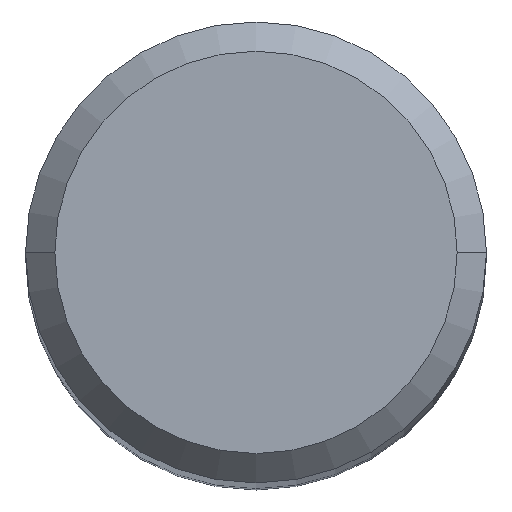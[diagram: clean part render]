
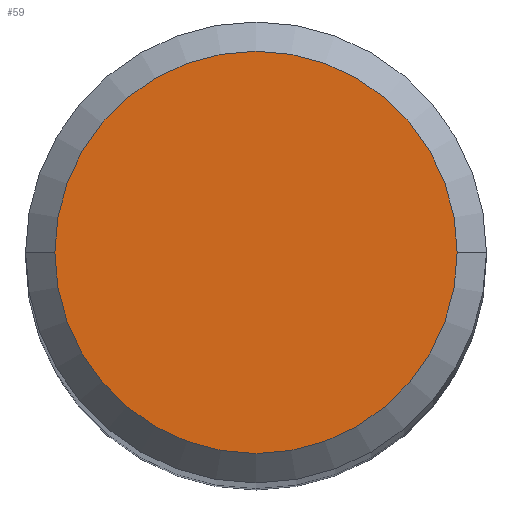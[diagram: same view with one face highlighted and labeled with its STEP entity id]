
A CAD part, top view. The second image highlights one B-rep face of the part: STEP entity #59.
In plain terms, the highlighted planar face has unit normal (0, 0, 1).
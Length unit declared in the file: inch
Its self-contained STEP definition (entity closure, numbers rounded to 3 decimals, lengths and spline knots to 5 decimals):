
#40 = PLANE ( 'NONE',  #137 ) ;
#48 = VERTEX_POINT ( 'NONE', #80 ) ;
#59 = ADVANCED_FACE ( 'NONE', ( #136 ), #40, .T. ) ;
#61 = VERTEX_POINT ( 'NONE', #261 ) ;
#75 = CARTESIAN_POINT ( 'NONE',  ( 0., 0., 2.24409 ) ) ;
#80 = CARTESIAN_POINT ( 'NONE',  ( -0.10311, 0., 2.24409 ) ) ;
#88 = AXIS2_PLACEMENT_3D ( 'NONE', #75, #265, #241 ) ;
#93 = CARTESIAN_POINT ( 'NONE',  ( 0., 0., 2.24409 ) ) ;
#124 = DIRECTION ( 'NONE',  ( 0., 0., 1. ) ) ;
#130 = EDGE_LOOP ( 'NONE', ( #209, #198 ) ) ;
#134 = AXIS2_PLACEMENT_3D ( 'NONE', #276, #124, #240 ) ;
#136 = FACE_OUTER_BOUND ( 'NONE', #130, .T. ) ;
#137 = AXIS2_PLACEMENT_3D ( 'NONE', #93, #291, #320 ) ;
#198 = ORIENTED_EDGE ( 'NONE', *, *, #207, .T. ) ;
#207 = EDGE_CURVE ( 'NONE', #61, #48, #268, .T. ) ;
#209 = ORIENTED_EDGE ( 'NONE', *, *, #231, .T. ) ;
#221 = CIRCLE ( 'NONE', #88, 0.10311 ) ;
#231 = EDGE_CURVE ( 'NONE', #48, #61, #221, .T. ) ;
#240 = DIRECTION ( 'NONE',  ( 1., 0., 0. ) ) ;
#241 = DIRECTION ( 'NONE',  ( 1., 0., 0. ) ) ;
#261 = CARTESIAN_POINT ( 'NONE',  ( 0.10311, 0., 2.24409 ) ) ;
#265 = DIRECTION ( 'NONE',  ( 0., 0., 1. ) ) ;
#268 = CIRCLE ( 'NONE', #134, 0.10311 ) ;
#276 = CARTESIAN_POINT ( 'NONE',  ( 0., 0., 2.24409 ) ) ;
#291 = DIRECTION ( 'NONE',  ( 0., 0., 1. ) ) ;
#320 = DIRECTION ( 'NONE',  ( 1., 0., 0. ) ) ;
